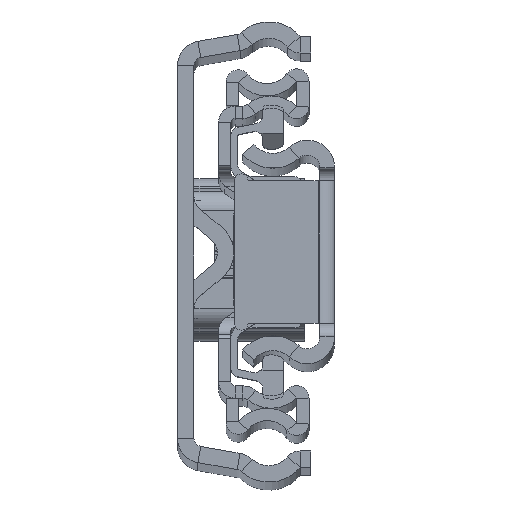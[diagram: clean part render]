
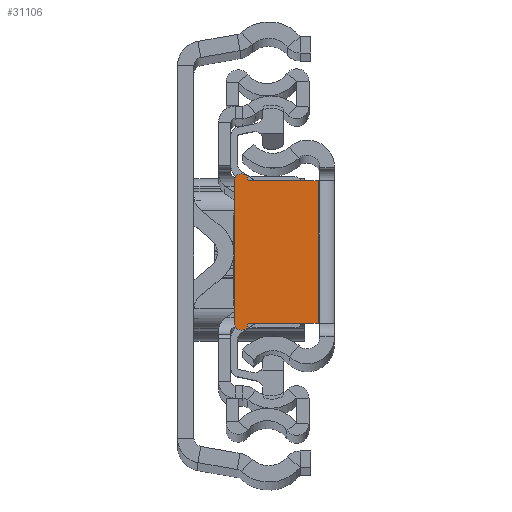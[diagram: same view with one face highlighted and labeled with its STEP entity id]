
A CAD part, top view. The second image highlights one B-rep face of the part: STEP entity #31106.
In plain terms, the highlighted planar face has unit normal (0, 0, 1).
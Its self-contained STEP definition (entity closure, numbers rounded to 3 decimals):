
#504 = CARTESIAN_POINT ( 'NONE',  ( -12.2, 8.65, 0. ) ) ;
#522 = VERTEX_POINT ( 'NONE', #29482 ) ;
#2620 = LINE ( 'NONE', #16863, #27772 ) ;
#2664 = AXIS2_PLACEMENT_3D ( 'NONE', #24263, #37987, #37755 ) ;
#6064 = ORIENTED_EDGE ( 'NONE', *, *, #37809, .T. ) ;
#8540 = VERTEX_POINT ( 'NONE', #28458 ) ;
#8932 = VERTEX_POINT ( 'NONE', #17183 ) ;
#10977 = VECTOR ( 'NONE', #15020, 1000. ) ;
#11252 = EDGE_CURVE ( 'NONE', #8932, #33170, #14460, .T. ) ;
#12887 = DIRECTION ( 'NONE',  ( 0., 0., 1. ) ) ;
#14283 = DIRECTION ( 'NONE',  ( 0., 1., 0. ) ) ;
#14417 = CARTESIAN_POINT ( 'NONE',  ( -10.5, -8.65, 0. ) ) ;
#14460 = CIRCLE ( 'NONE', #25969, 0.85 ) ;
#14717 = LINE ( 'NONE', #504, #16304 ) ;
#14800 = CARTESIAN_POINT ( 'NONE',  ( -12.2, -8.65, 0. ) ) ;
#15020 = DIRECTION ( 'NONE',  ( -1., 0., 0. ) ) ;
#15576 = ORIENTED_EDGE ( 'NONE', *, *, #11252, .T. ) ;
#15767 = DIRECTION ( 'NONE',  ( 1., 0., 0. ) ) ;
#16256 = EDGE_CURVE ( 'NONE', #21888, #33170, #14717, .T. ) ;
#16304 = VECTOR ( 'NONE', #14283, 1000. ) ;
#16863 = CARTESIAN_POINT ( 'NONE',  ( -2., 0., 0. ) ) ;
#17183 = CARTESIAN_POINT ( 'NONE',  ( -10.5, 8.65, 0. ) ) ;
#17695 = CIRCLE ( 'NONE', #18387, 0.85 ) ;
#18387 = AXIS2_PLACEMENT_3D ( 'NONE', #38929, #22050, #25192 ) ;
#18817 = CARTESIAN_POINT ( 'NONE',  ( -12.2, 8.65, 0. ) ) ;
#19293 = EDGE_LOOP ( 'NONE', ( #35346, #6064, #34354, #26432, #30829, #15576 ) ) ;
#20392 = EDGE_CURVE ( 'NONE', #8540, #23735, #35507, .T. ) ;
#21888 = VERTEX_POINT ( 'NONE', #30837 ) ;
#22050 = DIRECTION ( 'NONE',  ( 0., 0., 1. ) ) ;
#22596 = DIRECTION ( 'NONE',  ( 1., 0., 0. ) ) ;
#23735 = VERTEX_POINT ( 'NONE', #14417 ) ;
#24263 = CARTESIAN_POINT ( 'NONE',  ( 0., 0., 0. ) ) ;
#25192 = DIRECTION ( 'NONE',  ( -1., 0., 0. ) ) ;
#25969 = AXIS2_PLACEMENT_3D ( 'NONE', #29791, #12887, #22596 ) ;
#26432 = ORIENTED_EDGE ( 'NONE', *, *, #37962, .T. ) ;
#27772 = VECTOR ( 'NONE', #44328, 1000. ) ;
#28458 = CARTESIAN_POINT ( 'NONE',  ( -2., -8.65, 0. ) ) ;
#29393 = EDGE_CURVE ( 'NONE', #8932, #522, #29721, .T. ) ;
#29482 = CARTESIAN_POINT ( 'NONE',  ( -2., 8.65, 0. ) ) ;
#29721 = LINE ( 'NONE', #43487, #39358 ) ;
#29791 = CARTESIAN_POINT ( 'NONE',  ( -11.35, 8.65, 0. ) ) ;
#30829 = ORIENTED_EDGE ( 'NONE', *, *, #29393, .F. ) ;
#30837 = CARTESIAN_POINT ( 'NONE',  ( -12.2, -8.65, 0. ) ) ;
#31106 = ADVANCED_FACE ( 'NONE', ( #43877 ), #40712, .T. ) ;
#33170 = VERTEX_POINT ( 'NONE', #18817 ) ;
#34354 = ORIENTED_EDGE ( 'NONE', *, *, #20392, .F. ) ;
#35346 = ORIENTED_EDGE ( 'NONE', *, *, #16256, .F. ) ;
#35507 = LINE ( 'NONE', #14800, #10977 ) ;
#37755 = DIRECTION ( 'NONE',  ( 1., 0., 0. ) ) ;
#37809 = EDGE_CURVE ( 'NONE', #21888, #23735, #17695, .T. ) ;
#37962 = EDGE_CURVE ( 'NONE', #8540, #522, #2620, .T. ) ;
#37987 = DIRECTION ( 'NONE',  ( 0., 0., 1. ) ) ;
#38929 = CARTESIAN_POINT ( 'NONE',  ( -11.35, -8.65, 0. ) ) ;
#39358 = VECTOR ( 'NONE', #15767, 1000. ) ;
#40712 = PLANE ( 'NONE',  #2664 ) ;
#43487 = CARTESIAN_POINT ( 'NONE',  ( -1.8, 8.65, 0. ) ) ;
#43877 = FACE_OUTER_BOUND ( 'NONE', #19293, .T. ) ;
#44328 = DIRECTION ( 'NONE',  ( 0., 1., 0. ) ) ;
